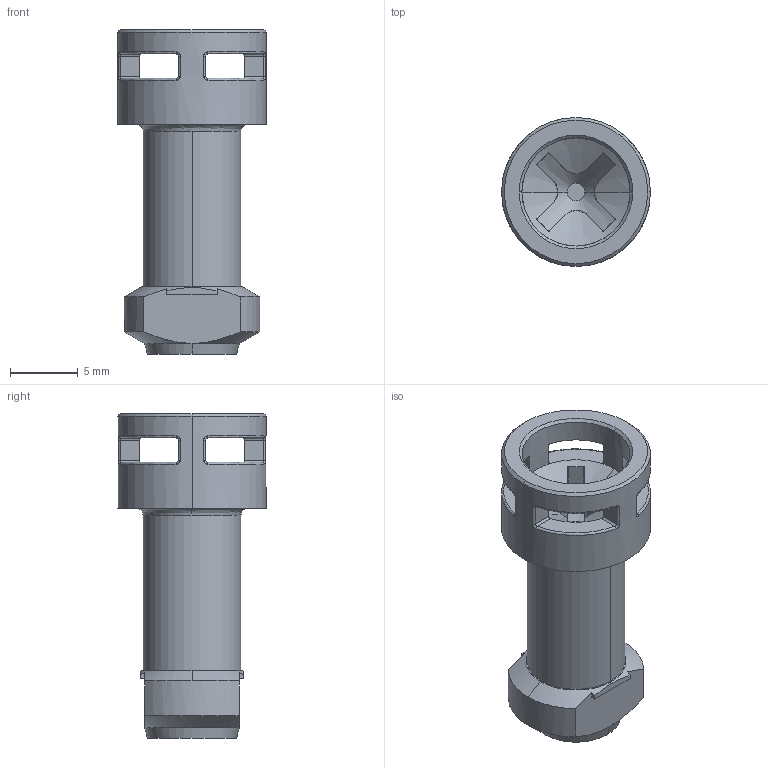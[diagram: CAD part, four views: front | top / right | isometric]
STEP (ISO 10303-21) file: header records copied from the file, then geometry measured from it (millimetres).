
FILE_DESCRIPTION (( 'STEP AP203' ), '1' );
FILE_NAME ('Fibox MNX Coverscrew short.STEP', '2005-11-30T13:39:32', ( ' ' ), ( ' ' ), 'SwSTEP 2.0', 'SolidWorks 2005187', '' );
FILE_SCHEMA (( 'CONFIG_CONTROL_DESIGN' ));
Length unit declared in the file: millimetre
Products named in the file (1): Fibox MNX Coverscrew short
Bounding box: 11 x 11 x 24 mm (x, y, z)
Volume: 1094.7 mm3; surface area: 1043.8 mm2
Topology: 1 solids, 1 shells, 134 faces, 633 edges, 500 vertices
Faces by surface type: cylinder 45, plane 43, bspline 26, cone 20
Entity records: 11614 total; most frequent: CARTESIAN_POINT 7146, ORIENTED_EDGE 1266, EDGE_CURVE 633, DIRECTION 519, VERTEX_POINT 500, B_SPLINE_CURVE_WITH_KNOTS 410, AXIS2_PLACEMENT_3D 197, EDGE_LOOP 141
